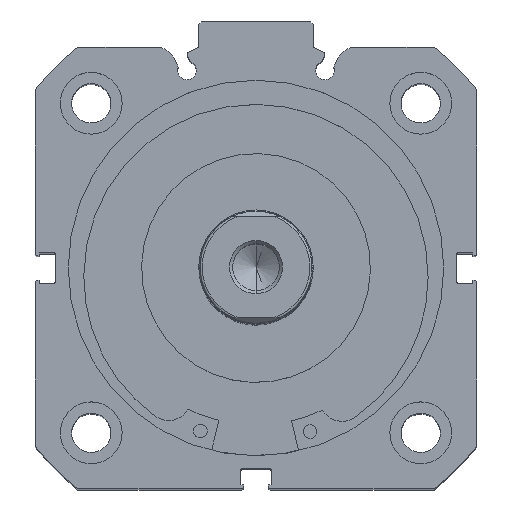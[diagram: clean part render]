
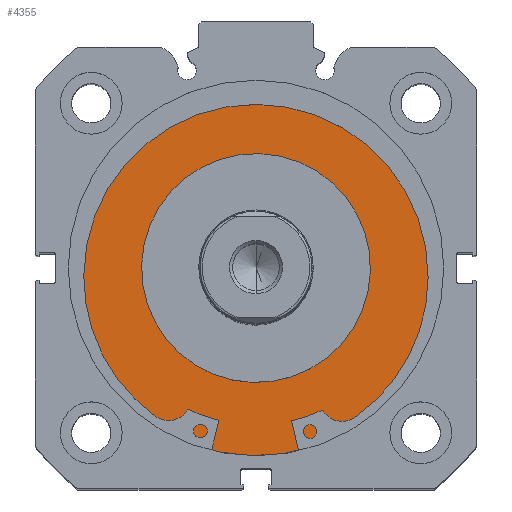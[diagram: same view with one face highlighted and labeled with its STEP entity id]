
A CAD part, top view. The second image highlights one B-rep face of the part: STEP entity #4355.
In plain terms, the highlighted face is planar.
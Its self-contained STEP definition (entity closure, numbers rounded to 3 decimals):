
#311 = EDGE_CURVE ( 'NONE', #1533, #1595, #4242, .T. ) ;
#356 = EDGE_CURVE ( 'NONE', #1555, #1571, #2013, .T. ) ;
#389 = EDGE_CURVE ( 'NONE', #1595, #1533, #1609, .T. ) ;
#396 = EDGE_CURVE ( 'NONE', #1571, #1555, #404, .T. ) ;
#404 = CIRCLE ( 'NONE', #4604, 41. ) ;
#806 = ORIENTED_EDGE ( 'NONE', *, *, #311, .F. ) ;
#807 = ORIENTED_EDGE ( 'NONE', *, *, #389, .F. ) ;
#808 = ORIENTED_EDGE ( 'NONE', *, *, #356, .T. ) ;
#809 = ORIENTED_EDGE ( 'NONE', *, *, #396, .T. ) ;
#1335 = EDGE_LOOP ( 'NONE', ( #808, #809 ) ) ;
#1336 = EDGE_LOOP ( 'NONE', ( #806, #807 ) ) ;
#1533 = VERTEX_POINT ( 'NONE', #5730 ) ;
#1555 = VERTEX_POINT ( 'NONE', #5781 ) ;
#1571 = VERTEX_POINT ( 'NONE', #5807 ) ;
#1595 = VERTEX_POINT ( 'NONE', #5845 ) ;
#1609 = CIRCLE ( 'NONE', #4598, 25. ) ;
#2013 = CIRCLE ( 'NONE', #4582, 41. ) ;
#2827 = CARTESIAN_POINT ( 'NONE',  ( 4., 41., 0. ) ) ;
#2828 = PLANE ( 'NONE',  #4810 ) ;
#2829 = DIRECTION ( 'NONE',  ( 1., 0., 0. ) ) ;
#2830 = DIRECTION ( 'NONE',  ( 0., 0., -1. ) ) ;
#4242 = CIRCLE ( 'NONE', #4556, 25. ) ;
#4355 = ADVANCED_FACE ( 'NONE', ( #6937, #6943 ), #2828, .F. ) ;
#4556 = AXIS2_PLACEMENT_3D ( 'NONE', #5301, #5319, #5320 ) ;
#4582 = AXIS2_PLACEMENT_3D ( 'NONE', #5470, #5472, #5473 ) ;
#4598 = AXIS2_PLACEMENT_3D ( 'NONE', #5590, #5593, #5594 ) ;
#4604 = AXIS2_PLACEMENT_3D ( 'NONE', #5611, #5629, #5631 ) ;
#4810 = AXIS2_PLACEMENT_3D ( 'NONE', #2827, #2829, #2830 ) ;
#5301 = CARTESIAN_POINT ( 'NONE',  ( 4., 0., 0. ) ) ;
#5319 = DIRECTION ( 'NONE',  ( -1., 0., 0. ) ) ;
#5320 = DIRECTION ( 'NONE',  ( 0., 0., 1. ) ) ;
#5470 = CARTESIAN_POINT ( 'NONE',  ( 4., 0., 0. ) ) ;
#5472 = DIRECTION ( 'NONE',  ( -1., 0., 0. ) ) ;
#5473 = DIRECTION ( 'NONE',  ( 0., 0., 1. ) ) ;
#5590 = CARTESIAN_POINT ( 'NONE',  ( 4., 0., 0. ) ) ;
#5593 = DIRECTION ( 'NONE',  ( -1., 0., 0. ) ) ;
#5594 = DIRECTION ( 'NONE',  ( 0., 0., 1. ) ) ;
#5611 = CARTESIAN_POINT ( 'NONE',  ( 4., 0., 0. ) ) ;
#5629 = DIRECTION ( 'NONE',  ( -1., 0., 0. ) ) ;
#5631 = DIRECTION ( 'NONE',  ( 0., 0., 1. ) ) ;
#5730 = CARTESIAN_POINT ( 'NONE',  ( 4., 0., 25. ) ) ;
#5781 = CARTESIAN_POINT ( 'NONE',  ( 4., 0., 41. ) ) ;
#5807 = CARTESIAN_POINT ( 'NONE',  ( 4., 0., -41. ) ) ;
#5845 = CARTESIAN_POINT ( 'NONE',  ( 4., 0., -25. ) ) ;
#6937 = FACE_BOUND ( 'NONE', #1336, .T. ) ;
#6943 = FACE_OUTER_BOUND ( 'NONE', #1335, .T. ) ;
